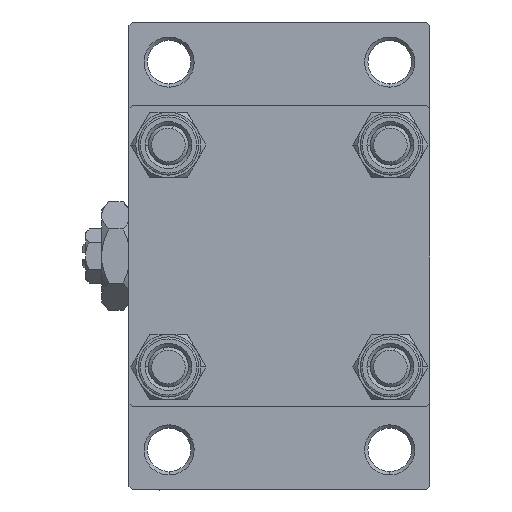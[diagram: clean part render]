
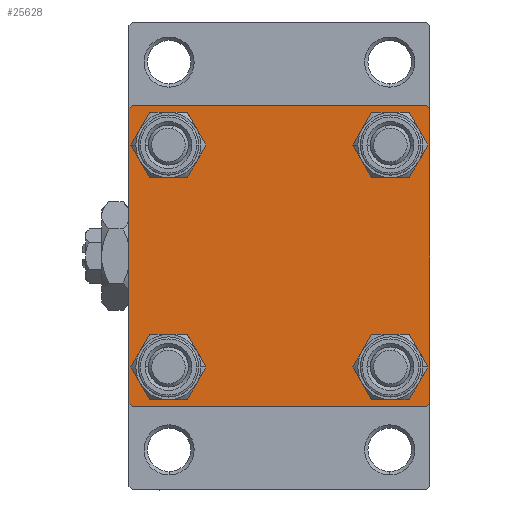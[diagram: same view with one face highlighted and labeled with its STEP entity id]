
A CAD part, left-side view. The second image highlights one B-rep face of the part: STEP entity #25628.
In plain terms, the highlighted planar face has unit normal (-1, 0, 0).
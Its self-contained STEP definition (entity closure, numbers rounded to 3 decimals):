
#79 = ORIENTED_EDGE ( 'NONE', *, *, #1271, .T. ) ;
#1271 = EDGE_CURVE ( 'NONE', #20202, #9209, #40705, .T. ) ;
#2121 = CARTESIAN_POINT ( 'NONE',  ( 0., -22.25, -22.25 ) ) ;
#2544 = CARTESIAN_POINT ( 'NONE',  ( 0., 16.6, 16.6 ) ) ;
#3289 = DIRECTION ( 'NONE',  ( 0., 0.707, -0.707 ) ) ;
#3813 = AXIS2_PLACEMENT_3D ( 'NONE', #29293, #47331, #5486 ) ;
#3876 = EDGE_CURVE ( 'NONE', #41920, #49556, #15990, .T. ) ;
#4458 = VERTEX_POINT ( 'NONE', #24882 ) ;
#4735 = AXIS2_PLACEMENT_3D ( 'NONE', #18345, #44887, #29370 ) ;
#4998 = EDGE_CURVE ( 'NONE', #7935, #12412, #40219, .T. ) ;
#5019 = CARTESIAN_POINT ( 'NONE',  ( 0., 16.6, 20.1 ) ) ;
#5185 = ORIENTED_EDGE ( 'NONE', *, *, #48121, .T. ) ;
#5486 = DIRECTION ( 'NONE',  ( 0., 0., 1. ) ) ;
#5879 = EDGE_CURVE ( 'NONE', #36574, #15752, #37544, .T. ) ;
#6389 = ORIENTED_EDGE ( 'NONE', *, *, #4998, .T. ) ;
#6444 = EDGE_CURVE ( 'NONE', #15752, #36574, #47954, .T. ) ;
#7053 = LINE ( 'NONE', #37622, #31973 ) ;
#7247 = ORIENTED_EDGE ( 'NONE', *, *, #36285, .F. ) ;
#7297 = DIRECTION ( 'NONE',  ( 0., 0., 1. ) ) ;
#7405 = CARTESIAN_POINT ( 'NONE',  ( 0., -16.6, 13.1 ) ) ;
#7922 = VECTOR ( 'NONE', #13115, 1000. ) ;
#7935 = VERTEX_POINT ( 'NONE', #37756 ) ;
#8578 = CARTESIAN_POINT ( 'NONE',  ( 0., -22., -22.5 ) ) ;
#8798 = LINE ( 'NONE', #46642, #25805 ) ;
#8974 = ORIENTED_EDGE ( 'NONE', *, *, #30036, .F. ) ;
#9000 = ORIENTED_EDGE ( 'NONE', *, *, #3876, .T. ) ;
#9209 = VERTEX_POINT ( 'NONE', #21021 ) ;
#9988 = CARTESIAN_POINT ( 'NONE',  ( 0., -22.5, -22. ) ) ;
#10040 = DIRECTION ( 'NONE',  ( 1., 0., 0. ) ) ;
#10724 = VERTEX_POINT ( 'NONE', #19736 ) ;
#12412 = VERTEX_POINT ( 'NONE', #42823 ) ;
#12999 = FACE_BOUND ( 'NONE', #41026, .T. ) ;
#13043 = CARTESIAN_POINT ( 'NONE',  ( 0., 16.6, -16.6 ) ) ;
#13115 = DIRECTION ( 'NONE',  ( 0., 0., -1. ) ) ;
#13760 = FACE_OUTER_BOUND ( 'NONE', #40257, .T. ) ;
#14936 = EDGE_CURVE ( 'NONE', #12412, #37726, #32405, .T. ) ;
#14939 = DIRECTION ( 'NONE',  ( 0., 0.707, 0.707 ) ) ;
#15173 = AXIS2_PLACEMENT_3D ( 'NONE', #18470, #33741, #41760 ) ;
#15752 = VERTEX_POINT ( 'NONE', #7405 ) ;
#15843 = ORIENTED_EDGE ( 'NONE', *, *, #6444, .T. ) ;
#15915 = VECTOR ( 'NONE', #28948, 1000. ) ;
#15990 = CIRCLE ( 'NONE', #39178, 3.5 ) ;
#15993 = CARTESIAN_POINT ( 'NONE',  ( 0., 16.6, 16.6 ) ) ;
#16525 = DIRECTION ( 'NONE',  ( 1., 0., 0. ) ) ;
#16720 = DIRECTION ( 'NONE',  ( 0., 0., 1. ) ) ;
#17783 = CARTESIAN_POINT ( 'NONE',  ( 0., -16.6, -20.1 ) ) ;
#18345 = CARTESIAN_POINT ( 'NONE',  ( 0., -16.6, 16.6 ) ) ;
#18470 = CARTESIAN_POINT ( 'NONE',  ( 0., -16.6, 16.6 ) ) ;
#18510 = CARTESIAN_POINT ( 'NONE',  ( 0., -22.5, 22. ) ) ;
#18553 = DIRECTION ( 'NONE',  ( 0., -0.707, -0.707 ) ) ;
#18776 = EDGE_CURVE ( 'NONE', #19761, #41202, #31458, .T. ) ;
#19097 = AXIS2_PLACEMENT_3D ( 'NONE', #2544, #25363, #33121 ) ;
#19736 = CARTESIAN_POINT ( 'NONE',  ( 0., -22., 22.5 ) ) ;
#19751 = LINE ( 'NONE', #20000, #24841 ) ;
#19761 = VERTEX_POINT ( 'NONE', #17783 ) ;
#20000 = CARTESIAN_POINT ( 'NONE',  ( 0., 22.5, 22.5 ) ) ;
#20084 = ORIENTED_EDGE ( 'NONE', *, *, #14936, .T. ) ;
#20202 = VERTEX_POINT ( 'NONE', #5019 ) ;
#20403 = AXIS2_PLACEMENT_3D ( 'NONE', #13043, #10040, #35593 ) ;
#21021 = CARTESIAN_POINT ( 'NONE',  ( 0., 16.6, 13.1 ) ) ;
#21638 = CARTESIAN_POINT ( 'NONE',  ( 0., 22.25, -22.25 ) ) ;
#21855 = ORIENTED_EDGE ( 'NONE', *, *, #34499, .T. ) ;
#22167 = EDGE_CURVE ( 'NONE', #49556, #41920, #33205, .T. ) ;
#24841 = VECTOR ( 'NONE', #35016, 1000. ) ;
#24882 = CARTESIAN_POINT ( 'NONE',  ( 0., 22., 22.5 ) ) ;
#25363 = DIRECTION ( 'NONE',  ( 1., 0., 0. ) ) ;
#25628 = ADVANCED_FACE ( 'NONE', ( #33041, #29046, #12999, #43568, #13760 ), #40812, .T. ) ;
#25805 = VECTOR ( 'NONE', #14939, 1000. ) ;
#25988 = DIRECTION ( 'NONE',  ( 0., 0., 1. ) ) ;
#26392 = CARTESIAN_POINT ( 'NONE',  ( 0., 22., -22.5 ) ) ;
#27750 = ORIENTED_EDGE ( 'NONE', *, *, #40402, .T. ) ;
#28043 = CARTESIAN_POINT ( 'NONE',  ( 0., -16.6, -16.6 ) ) ;
#28260 = CARTESIAN_POINT ( 'NONE',  ( 0., 22.5, -22.5 ) ) ;
#28948 = DIRECTION ( 'NONE',  ( 0., 0., -1. ) ) ;
#29046 = FACE_BOUND ( 'NONE', #36532, .T. ) ;
#29082 = ORIENTED_EDGE ( 'NONE', *, *, #22167, .T. ) ;
#29293 = CARTESIAN_POINT ( 'NONE',  ( 0., 0., 0. ) ) ;
#29370 = DIRECTION ( 'NONE',  ( 0., 0., 1. ) ) ;
#29627 = ORIENTED_EDGE ( 'NONE', *, *, #5879, .T. ) ;
#29925 = LINE ( 'NONE', #2121, #39988 ) ;
#30036 = EDGE_CURVE ( 'NONE', #32421, #31659, #40426, .T. ) ;
#31458 = CIRCLE ( 'NONE', #49064, 3.5 ) ;
#31659 = VERTEX_POINT ( 'NONE', #9988 ) ;
#31771 = LINE ( 'NONE', #28260, #42743 ) ;
#31885 = CARTESIAN_POINT ( 'NONE',  ( 0., -16.6, 20.1 ) ) ;
#31973 = VECTOR ( 'NONE', #3289, 1000. ) ;
#32405 = LINE ( 'NONE', #21638, #37860 ) ;
#32421 = VERTEX_POINT ( 'NONE', #18510 ) ;
#32697 = CARTESIAN_POINT ( 'NONE',  ( 0., 22.5, 22.5 ) ) ;
#32983 = ORIENTED_EDGE ( 'NONE', *, *, #35252, .T. ) ;
#33041 = FACE_BOUND ( 'NONE', #46796, .T. ) ;
#33121 = DIRECTION ( 'NONE',  ( 0., 0., 1. ) ) ;
#33205 = CIRCLE ( 'NONE', #20403, 3.5 ) ;
#33741 = DIRECTION ( 'NONE',  ( 1., 0., 0. ) ) ;
#34114 = VERTEX_POINT ( 'NONE', #8578 ) ;
#34499 = EDGE_CURVE ( 'NONE', #41202, #19761, #35939, .T. ) ;
#34761 = EDGE_CURVE ( 'NONE', #9209, #20202, #43965, .T. ) ;
#35016 = DIRECTION ( 'NONE',  ( 0., -1., 0. ) ) ;
#35212 = EDGE_LOOP ( 'NONE', ( #79, #44037 ) ) ;
#35252 = EDGE_CURVE ( 'NONE', #34114, #31659, #29925, .T. ) ;
#35593 = DIRECTION ( 'NONE',  ( 0., 0., 1. ) ) ;
#35721 = EDGE_CURVE ( 'NONE', #4458, #7935, #7053, .T. ) ;
#35939 = CIRCLE ( 'NONE', #38343, 3.5 ) ;
#36285 = EDGE_CURVE ( 'NONE', #4458, #10724, #19751, .T. ) ;
#36532 = EDGE_LOOP ( 'NONE', ( #21855, #42718 ) ) ;
#36574 = VERTEX_POINT ( 'NONE', #31885 ) ;
#37544 = CIRCLE ( 'NONE', #15173, 3.5 ) ;
#37622 = CARTESIAN_POINT ( 'NONE',  ( 0., 22.25, 22.25 ) ) ;
#37726 = VERTEX_POINT ( 'NONE', #26392 ) ;
#37756 = CARTESIAN_POINT ( 'NONE',  ( 0., 22.5, 22. ) ) ;
#37860 = VECTOR ( 'NONE', #18553, 1000. ) ;
#38161 = CARTESIAN_POINT ( 'NONE',  ( 0., -16.6, -16.6 ) ) ;
#38343 = AXIS2_PLACEMENT_3D ( 'NONE', #38161, #41692, #41939 ) ;
#39178 = AXIS2_PLACEMENT_3D ( 'NONE', #47293, #39264, #16720 ) ;
#39264 = DIRECTION ( 'NONE',  ( 1., 0., 0. ) ) ;
#39988 = VECTOR ( 'NONE', #45205, 1000. ) ;
#40219 = LINE ( 'NONE', #32697, #15915 ) ;
#40257 = EDGE_LOOP ( 'NONE', ( #6389, #20084, #5185, #32983, #8974, #27750, #7247, #43295 ) ) ;
#40402 = EDGE_CURVE ( 'NONE', #32421, #10724, #8798, .T. ) ;
#40426 = LINE ( 'NONE', #47448, #7922 ) ;
#40705 = CIRCLE ( 'NONE', #19097, 3.5 ) ;
#40756 = CARTESIAN_POINT ( 'NONE',  ( 0., -16.6, -13.1 ) ) ;
#40812 = PLANE ( 'NONE',  #3813 ) ;
#41026 = EDGE_LOOP ( 'NONE', ( #9000, #29082 ) ) ;
#41202 = VERTEX_POINT ( 'NONE', #40756 ) ;
#41633 = DIRECTION ( 'NONE',  ( 1., 0., 0. ) ) ;
#41692 = DIRECTION ( 'NONE',  ( 1., 0., 0. ) ) ;
#41760 = DIRECTION ( 'NONE',  ( 0., 0., 1. ) ) ;
#41920 = VERTEX_POINT ( 'NONE', #46486 ) ;
#41939 = DIRECTION ( 'NONE',  ( 0., 0., 1. ) ) ;
#42718 = ORIENTED_EDGE ( 'NONE', *, *, #18776, .T. ) ;
#42743 = VECTOR ( 'NONE', #43290, 1000. ) ;
#42823 = CARTESIAN_POINT ( 'NONE',  ( 0., 22.5, -22. ) ) ;
#43290 = DIRECTION ( 'NONE',  ( 0., -1., 0. ) ) ;
#43295 = ORIENTED_EDGE ( 'NONE', *, *, #35721, .T. ) ;
#43568 = FACE_BOUND ( 'NONE', #35212, .T. ) ;
#43965 = CIRCLE ( 'NONE', #49558, 3.5 ) ;
#44037 = ORIENTED_EDGE ( 'NONE', *, *, #34761, .T. ) ;
#44171 = CARTESIAN_POINT ( 'NONE',  ( 0., 16.6, -20.1 ) ) ;
#44887 = DIRECTION ( 'NONE',  ( 1., 0., 0. ) ) ;
#45205 = DIRECTION ( 'NONE',  ( 0., -0.707, 0.707 ) ) ;
#46486 = CARTESIAN_POINT ( 'NONE',  ( 0., 16.6, -13.1 ) ) ;
#46642 = CARTESIAN_POINT ( 'NONE',  ( 0., -22.25, 22.25 ) ) ;
#46796 = EDGE_LOOP ( 'NONE', ( #29627, #15843 ) ) ;
#47293 = CARTESIAN_POINT ( 'NONE',  ( 0., 16.6, -16.6 ) ) ;
#47331 = DIRECTION ( 'NONE',  ( -1., 0., 0. ) ) ;
#47448 = CARTESIAN_POINT ( 'NONE',  ( 0., -22.5, 22.5 ) ) ;
#47954 = CIRCLE ( 'NONE', #4735, 3.5 ) ;
#48121 = EDGE_CURVE ( 'NONE', #37726, #34114, #31771, .T. ) ;
#49064 = AXIS2_PLACEMENT_3D ( 'NONE', #28043, #16525, #25988 ) ;
#49556 = VERTEX_POINT ( 'NONE', #44171 ) ;
#49558 = AXIS2_PLACEMENT_3D ( 'NONE', #15993, #41633, #7297 ) ;
